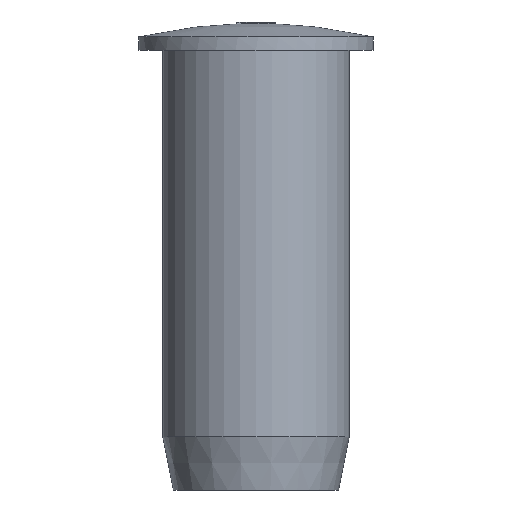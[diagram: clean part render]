
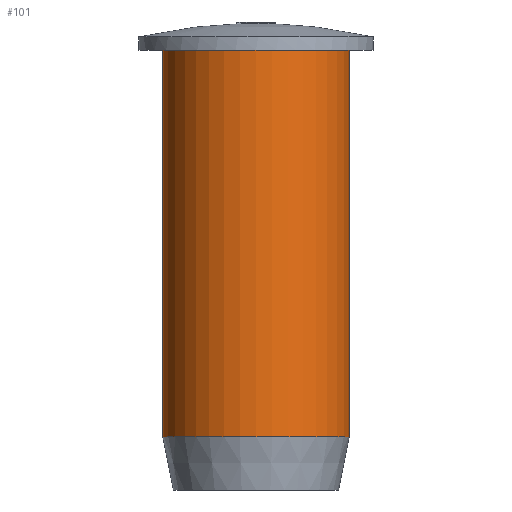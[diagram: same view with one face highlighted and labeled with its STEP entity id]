
A CAD part, front view. The second image highlights one B-rep face of the part: STEP entity #101.
In plain terms, the highlighted cylindrical face has radius 3.5 mm (diameter 7 mm), a full revolution.
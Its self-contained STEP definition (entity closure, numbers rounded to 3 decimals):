
#101=ADVANCED_FACE('',(#124,#125),#118,.T.);
#118=CYLINDRICAL_SURFACE('',#305,3.5);
#124=FACE_BOUND('',#138,.T.);
#125=FACE_BOUND('',#139,.T.);
#138=EDGE_LOOP('',(#163));
#139=EDGE_LOOP('',(#164));
#163=ORIENTED_EDGE('',*,*,#255,.T.);
#164=ORIENTED_EDGE('',*,*,#254,.T.);
#229=VERTEX_POINT('',#399);
#230=VERTEX_POINT('',#402);
#254=EDGE_CURVE('',#229,#229,#288,.T.);
#255=EDGE_CURVE('',#230,#230,#289,.T.);
#288=CIRCLE('',#302,3.5);
#289=CIRCLE('',#304,3.5);
#302=AXIS2_PLACEMENT_3D('',#398,#333,#334);
#304=AXIS2_PLACEMENT_3D('',#401,#337,#338);
#305=AXIS2_PLACEMENT_3D('',#403,#339,#340);
#333=DIRECTION('',(0.,0.,-1.));
#334=DIRECTION('',(-1.,0.,0.));
#337=DIRECTION('',(0.,0.,1.));
#338=DIRECTION('',(1.,0.,0.));
#339=DIRECTION('',(0.,0.,-1.));
#340=DIRECTION('',(-1.,0.,0.));
#398=CARTESIAN_POINT('',(0.,0.,0.));
#399=CARTESIAN_POINT('',(-3.5,0.,0.));
#401=CARTESIAN_POINT('',(0.,0.,-14.5));
#402=CARTESIAN_POINT('',(3.5,0.,-14.5));
#403=CARTESIAN_POINT('',(0.,0.,0.));
